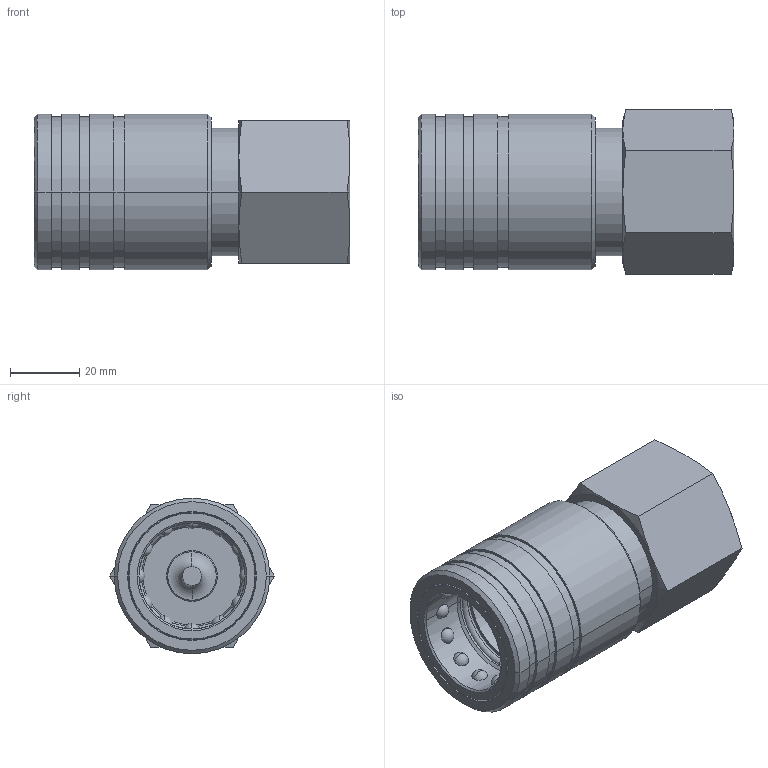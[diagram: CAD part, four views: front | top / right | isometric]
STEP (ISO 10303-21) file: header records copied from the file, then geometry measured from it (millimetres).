
FILE_DESCRIPTION( ( '' ), '1' );
FILE_NAME( '46244400.stp', '2012-08-14T13:24:02', ( '' ), ( '' ), ' ', ' ', ' ' );
FILE_SCHEMA( ( 'CONFIG_CONTROL_DESIGN' ) );
Length unit declared in the file: millimetre
Products named in the file (3): 1; 2; 3
Bounding box: 91 x 47.34 x 44.8 mm (x, y, z)
Volume: 93300.8 mm3; surface area: 39963.1 mm2
Topology: 3 solids, 3 shells, 137 faces, 323 edges, 197 vertices
Faces by surface type: cylinder 42, cone 34, plane 27, sphere 22, torus 12
Entity records: 4536 total; most frequent: CARTESIAN_POINT 1332, DIRECTION 694, ORIENTED_EDGE 606, AXIS2_PLACEMENT_3D 311, EDGE_CURVE 303, VERTEX_POINT 197, CIRCLE 171, EDGE_LOOP 166
